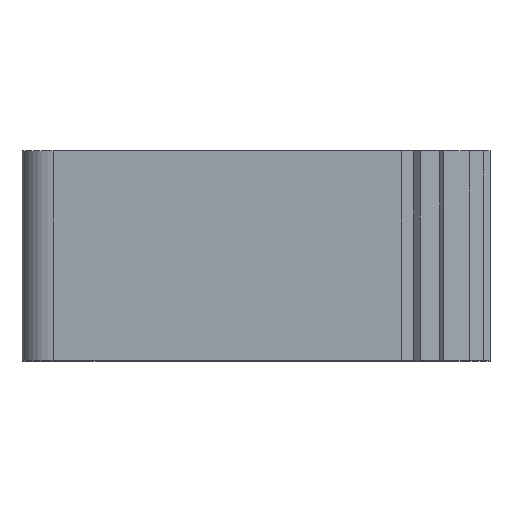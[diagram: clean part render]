
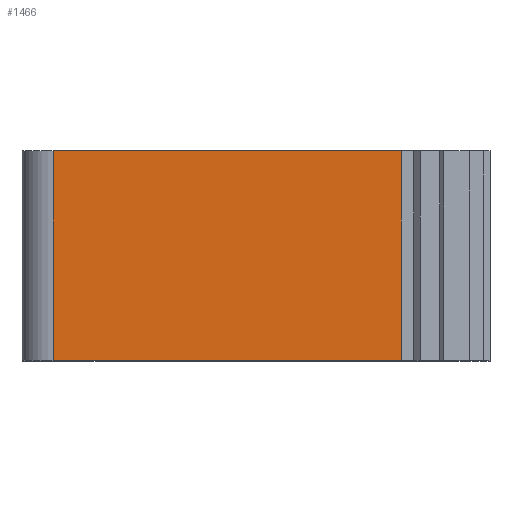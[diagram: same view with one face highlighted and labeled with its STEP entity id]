
A CAD part, top view. The second image highlights one B-rep face of the part: STEP entity #1466.
In plain terms, the highlighted planar face has unit normal (0, 0, 1).
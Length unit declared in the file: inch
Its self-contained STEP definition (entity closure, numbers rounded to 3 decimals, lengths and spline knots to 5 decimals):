
#1067 = EDGE_CURVE ( 'NONE', #9093, #9094, #8128, .T. ) ;
#1080 = EDGE_CURVE ( 'NONE', #9206, #9210, #8179, .T. ) ;
#1466 = ADVANCED_FACE ( 'NONE', ( #6639 ), #6141, .T. ) ;
#2566 = EDGE_LOOP ( 'NONE', ( #6745, #6724, #6787, #6798 ) ) ;
#5396 = EDGE_CURVE ( 'NONE', #9210, #9094, #10757, .T. ) ;
#5403 = EDGE_CURVE ( 'NONE', #9206, #9093, #10778, .T. ) ;
#5881 = CARTESIAN_POINT ( 'NONE',  ( 0.08189, -0.05906, 0.13189 ) ) ;
#5882 = CARTESIAN_POINT ( 'NONE',  ( 0.08189, 0.05906, 0.13189 ) ) ;
#5994 = CARTESIAN_POINT ( 'NONE',  ( -0.11439, -0.05906, 0.13189 ) ) ;
#5998 = CARTESIAN_POINT ( 'NONE',  ( -0.11439, 0.05906, 0.13189 ) ) ;
#6141 = PLANE ( 'NONE',  #6651 ) ;
#6142 = CARTESIAN_POINT ( 'NONE',  ( 0.08189, -0.05906, 0.13189 ) ) ;
#6143 = DIRECTION ( 'NONE',  ( 0., 0., 1. ) ) ;
#6144 = DIRECTION ( 'NONE',  ( 1., 0., 0. ) ) ;
#6481 = VECTOR ( 'NONE', #8181, 39.37008 ) ;
#6502 = VECTOR ( 'NONE', #8130, 39.37008 ) ;
#6639 = FACE_OUTER_BOUND ( 'NONE', #2566, .T. ) ;
#6651 = AXIS2_PLACEMENT_3D ( 'NONE', #6142, #6143, #6144 ) ;
#6724 = ORIENTED_EDGE ( 'NONE', *, *, #1080, .F. ) ;
#6745 = ORIENTED_EDGE ( 'NONE', *, *, #5396, .F. ) ;
#6787 = ORIENTED_EDGE ( 'NONE', *, *, #5403, .T. ) ;
#6798 = ORIENTED_EDGE ( 'NONE', *, *, #1067, .T. ) ;
#8128 = LINE ( 'NONE', #8129, #6502 ) ;
#8129 = CARTESIAN_POINT ( 'NONE',  ( 0.08189, -0.05906, 0.13189 ) ) ;
#8130 = DIRECTION ( 'NONE',  ( 0., 1., 0. ) ) ;
#8179 = LINE ( 'NONE', #8180, #6481 ) ;
#8180 = CARTESIAN_POINT ( 'NONE',  ( -0.11439, -0.05906, 0.13189 ) ) ;
#8181 = DIRECTION ( 'NONE',  ( 0., 1., 0. ) ) ;
#8920 = VECTOR ( 'NONE', #10759, 39.37008 ) ;
#8961 = VECTOR ( 'NONE', #10780, 39.37008 ) ;
#9093 = VERTEX_POINT ( 'NONE', #5881 ) ;
#9094 = VERTEX_POINT ( 'NONE', #5882 ) ;
#9206 = VERTEX_POINT ( 'NONE', #5994 ) ;
#9210 = VERTEX_POINT ( 'NONE', #5998 ) ;
#10757 = LINE ( 'NONE', #10758, #8920 ) ;
#10758 = CARTESIAN_POINT ( 'NONE',  ( 0.08189, 0.05906, 0.13189 ) ) ;
#10759 = DIRECTION ( 'NONE',  ( 1., 0., 0. ) ) ;
#10778 = LINE ( 'NONE', #10779, #8961 ) ;
#10779 = CARTESIAN_POINT ( 'NONE',  ( 0.08189, -0.05906, 0.13189 ) ) ;
#10780 = DIRECTION ( 'NONE',  ( 1., 0., 0. ) ) ;
